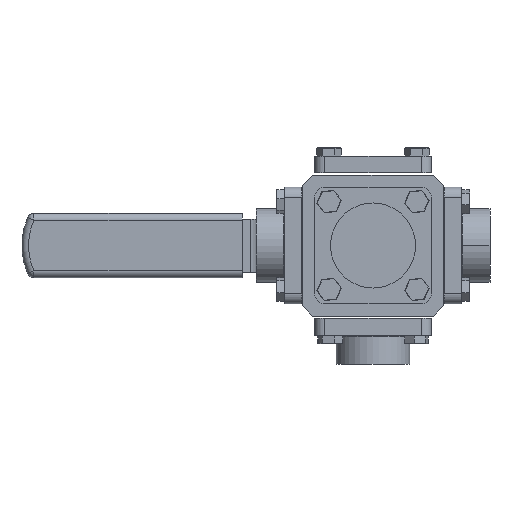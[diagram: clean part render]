
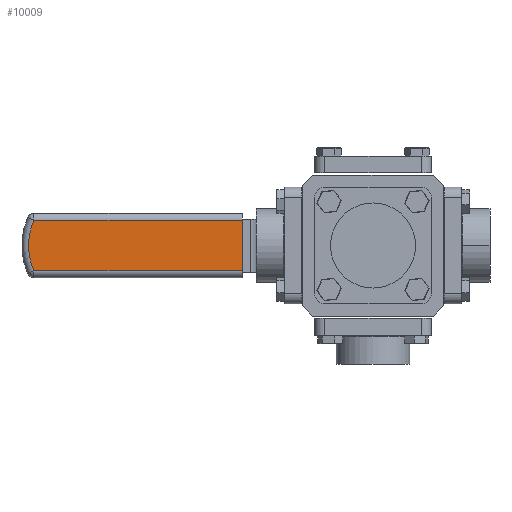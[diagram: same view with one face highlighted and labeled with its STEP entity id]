
A CAD part, front view. The second image highlights one B-rep face of the part: STEP entity #10009.
In plain terms, the highlighted planar face has unit normal (0, -1, 0).
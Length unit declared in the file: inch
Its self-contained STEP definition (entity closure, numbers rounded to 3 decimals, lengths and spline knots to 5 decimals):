
#119 = AXIS2_PLACEMENT_3D ( 'NONE', #8395, #8517, #20697 ) ;
#1136 = CARTESIAN_POINT ( 'NONE',  ( -2.41823, 3.292, -0.5935 ) ) ;
#1343 = CARTESIAN_POINT ( 'NONE',  ( -6.35594, 3.292, 0.4685 ) ) ;
#1552 = EDGE_CURVE ( 'NONE', #12466, #10086, #5368, .T. ) ;
#2204 = CARTESIAN_POINT ( 'NONE',  ( -2.41823, 3.292, -0.4685 ) ) ;
#2811 = DIRECTION ( 'NONE',  ( 1., 0., 0. ) ) ;
#3133 = LINE ( 'NONE', #1136, #24117 ) ;
#3755 = DIRECTION ( 'NONE',  ( 0., 0., -1. ) ) ;
#4157 = CARTESIAN_POINT ( 'NONE',  ( -5.20641, 3.292, 0. ) ) ;
#5368 = LINE ( 'NONE', #1343, #9337 ) ;
#5400 = VERTEX_POINT ( 'NONE', #2204 ) ;
#5916 = CARTESIAN_POINT ( 'NONE',  ( -2.41823, 3.292, -0.4685 ) ) ;
#6023 = ORIENTED_EDGE ( 'NONE', *, *, #24207, .T. ) ;
#7027 = CARTESIAN_POINT ( 'NONE',  ( -2.41823, 3.292, 0.4685 ) ) ;
#8395 = CARTESIAN_POINT ( 'NONE',  ( -5.20641, 3.292, 0. ) ) ;
#8517 = DIRECTION ( 'NONE',  ( 0., -1., 0. ) ) ;
#9084 = ORIENTED_EDGE ( 'NONE', *, *, #16888, .F. ) ;
#9337 = VECTOR ( 'NONE', #25672, 39.37008 ) ;
#10009 = ADVANCED_FACE ( 'NONE', ( #24163 ), #18183, .F. ) ;
#10086 = VERTEX_POINT ( 'NONE', #11858 ) ;
#10628 = VERTEX_POINT ( 'NONE', #13078 ) ;
#11638 = EDGE_LOOP ( 'NONE', ( #9084, #23116, #6023, #15898 ) ) ;
#11807 = VECTOR ( 'NONE', #2811, 39.37008 ) ;
#11858 = CARTESIAN_POINT ( 'NONE',  ( -6.2771, 3.292, 0.4685 ) ) ;
#12375 = DIRECTION ( 'NONE',  ( 0., 1., 0. ) ) ;
#12466 = VERTEX_POINT ( 'NONE', #7027 ) ;
#13078 = CARTESIAN_POINT ( 'NONE',  ( -6.2771, 3.292, -0.4685 ) ) ;
#13118 = DIRECTION ( 'NONE',  ( 0., 0., -1. ) ) ;
#15898 = ORIENTED_EDGE ( 'NONE', *, *, #24837, .T. ) ;
#16888 = EDGE_CURVE ( 'NONE', #12466, #5400, #3133, .T. ) ;
#16909 = CIRCLE ( 'NONE', #119, 1.1687 ) ;
#18183 = PLANE ( 'NONE',  #26499 ) ;
#20233 = LINE ( 'NONE', #5916, #11807 ) ;
#20697 = DIRECTION ( 'NONE',  ( 0., 0., -1. ) ) ;
#23116 = ORIENTED_EDGE ( 'NONE', *, *, #1552, .T. ) ;
#24117 = VECTOR ( 'NONE', #13118, 39.37008 ) ;
#24163 = FACE_OUTER_BOUND ( 'NONE', #11638, .T. ) ;
#24207 = EDGE_CURVE ( 'NONE', #10086, #10628, #16909, .T. ) ;
#24837 = EDGE_CURVE ( 'NONE', #10628, #5400, #20233, .T. ) ;
#25672 = DIRECTION ( 'NONE',  ( -1., 0., 0. ) ) ;
#26499 = AXIS2_PLACEMENT_3D ( 'NONE', #4157, #12375, #3755 ) ;
